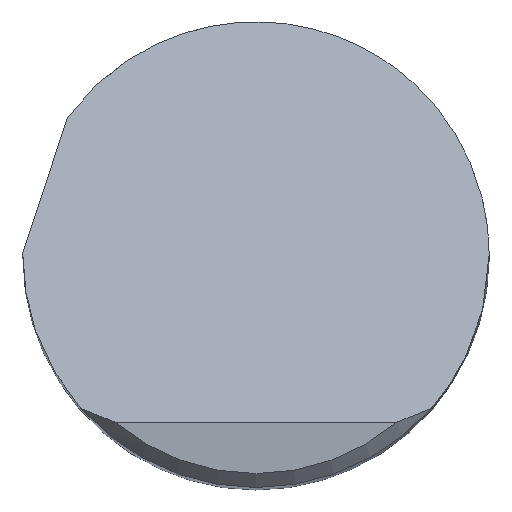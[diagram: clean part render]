
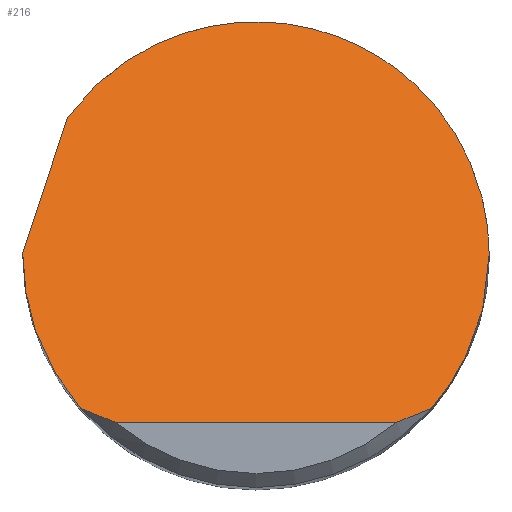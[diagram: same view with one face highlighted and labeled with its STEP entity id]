
A CAD part, top view. The second image highlights one B-rep face of the part: STEP entity #216.
In plain terms, the highlighted planar face has unit normal (0, 0.707, 0.707).
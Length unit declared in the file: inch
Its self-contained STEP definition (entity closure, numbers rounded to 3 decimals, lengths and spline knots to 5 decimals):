
#2 = VERTEX_POINT ( 'NONE', #413 ) ;
#17 = CARTESIAN_POINT ( 'NONE',  ( 0.25, 0., 2.82 ) ) ;
#20 = CARTESIAN_POINT ( 'NONE',  ( -0.25, 0., 2.82 ) ) ;
#32 = EDGE_CURVE ( 'NONE', #334, #2, #66, .T. ) ;
#34 = CARTESIAN_POINT ( 'NONE',  ( -0.25, -0.18, 3. ) ) ;
#44 = EDGE_CURVE ( 'NONE', #334, #107, #302, .T. ) ;
#45 =( BOUNDED_CURVE ( )  B_SPLINE_CURVE ( 3, ( #20, #89, #72, #663 ),
 .UNSPECIFIED., .F., .T. ) 
 B_SPLINE_CURVE_WITH_KNOTS ( ( 4, 4 ),
 ( 4.71239, 4.72039 ),
 .UNSPECIFIED. ) 
 CURVE ( )  GEOMETRIC_REPRESENTATION_ITEM ( )  RATIONAL_B_SPLINE_CURVE ( ( 1., 1., 1., 1. ) ) 
 REPRESENTATION_ITEM ( '' )  );
#57 = CARTESIAN_POINT ( 'NONE',  ( 0.22834, -0.11887, 2.93887 ) ) ;
#59 = CARTESIAN_POINT ( 'NONE',  ( 0.18782, -0.165, 2.985 ) ) ;
#66 =( BOUNDED_CURVE ( )  B_SPLINE_CURVE ( 3, ( #474, #421, #650, #131 ),
 .UNSPECIFIED., .F., .T. ) 
 B_SPLINE_CURVE_WITH_KNOTS ( ( 4, 4 ),
 ( 3.99157, 4.71239 ),
 .UNSPECIFIED. ) 
 CURVE ( )  GEOMETRIC_REPRESENTATION_ITEM ( )  RATIONAL_B_SPLINE_CURVE ( ( 1., 0.957, 0.957, 1. ) ) 
 REPRESENTATION_ITEM ( '' )  );
#69 = CARTESIAN_POINT ( 'NONE',  ( 0.25, -0.06141, 2.88141 ) ) ;
#72 = CARTESIAN_POINT ( 'NONE',  ( -0.25, 0.00133, 2.81867 ) ) ;
#75 = VECTOR ( 'NONE', #557, 39.37008 ) ;
#77 = CARTESIAN_POINT ( 'NONE',  ( -0.17589, -0.1704, 2.9904 ) ) ;
#89 = CARTESIAN_POINT ( 'NONE',  ( -0.25, 0.00067, 2.81933 ) ) ;
#90 = FACE_OUTER_BOUND ( 'NONE', #572, .T. ) ;
#100 = EDGE_CURVE ( 'NONE', #107, #115, #723, .T. ) ;
#107 = VERTEX_POINT ( 'NONE', #316 ) ;
#115 = VERTEX_POINT ( 'NONE', #206 ) ;
#121 = EDGE_CURVE ( 'NONE', #115, #301, #534, .T. ) ;
#128 = VERTEX_POINT ( 'NONE', #604 ) ;
#131 = CARTESIAN_POINT ( 'NONE',  ( -0.25, 0., 2.82 ) ) ;
#139 = ORIENTED_EDGE ( 'NONE', *, *, #721, .F. ) ;
#151 = CARTESIAN_POINT ( 'NONE',  ( 0.15108, -0.18, 3. ) ) ;
#153 = ORIENTED_EDGE ( 'NONE', *, *, #32, .F. ) ;
#157 = CARTESIAN_POINT ( 'NONE',  ( 0.16367, -0.17542, 2.99542 ) ) ;
#177 = ORIENTED_EDGE ( 'NONE', *, *, #44, .T. ) ;
#195 = CARTESIAN_POINT ( 'NONE',  ( 0., -0.18, 3. ) ) ;
#199 = CARTESIAN_POINT ( 'NONE',  ( -0.16367, -0.17542, 2.99542 ) ) ;
#206 = CARTESIAN_POINT ( 'NONE',  ( 0.15108, -0.18, 3. ) ) ;
#216 = ADVANCED_FACE ( 'NONE', ( #90 ), #558, .F. ) ;
#225 = VERTEX_POINT ( 'NONE', #348 ) ;
#235 = ORIENTED_EDGE ( 'NONE', *, *, #538, .F. ) ;
#250 = CARTESIAN_POINT ( 'NONE',  ( -0.30701, -0.17058, 2.99058 ) ) ;
#264 = DIRECTION ( 'NONE',  ( 0., -0.707, -0.707 ) ) ;
#274 =( BOUNDED_CURVE ( )  B_SPLINE_CURVE ( 3, ( #586, #69, #57, #592 ),
 .UNSPECIFIED., .F., .T. ) 
 B_SPLINE_CURVE_WITH_KNOTS ( ( 4, 4 ),
 ( 1.5708, 2.29162 ),
 .UNSPECIFIED. ) 
 CURVE ( )  GEOMETRIC_REPRESENTATION_ITEM ( )  RATIONAL_B_SPLINE_CURVE ( ( 1., 0.957, 0.957, 1. ) ) 
 REPRESENTATION_ITEM ( '' )  );
#280 =( BOUNDED_CURVE ( )  B_SPLINE_CURVE ( 3, ( #308, #712, #482, #17 ),
 .UNSPECIFIED., .F., .T. ) 
 B_SPLINE_CURVE_WITH_KNOTS ( ( 4, 4 ),
 ( 5.34257, 7.85398 ),
 .UNSPECIFIED. ) 
 CURVE ( )  GEOMETRIC_REPRESENTATION_ITEM ( )  RATIONAL_B_SPLINE_CURVE ( ( 1., 0.54, 0.54, 1. ) ) 
 REPRESENTATION_ITEM ( '' )  );
#301 = VERTEX_POINT ( 'NONE', #59 ) ;
#302 = B_SPLINE_CURVE_WITH_KNOTS ( 'NONE', 3,
 ( #327, #77, #199, #561 ),
 .UNSPECIFIED., .F., .F.,
 ( 4, 4 ),
 ( 0., 0.00108 ),
 .UNSPECIFIED. ) ;
#308 = CARTESIAN_POINT ( 'NONE',  ( -0.20198, 0.14732, 2.67268 ) ) ;
#316 = CARTESIAN_POINT ( 'NONE',  ( -0.15108, -0.18, 3. ) ) ;
#319 = CARTESIAN_POINT ( 'NONE',  ( 0.17589, -0.1704, 2.9904 ) ) ;
#327 = CARTESIAN_POINT ( 'NONE',  ( -0.18782, -0.165, 2.985 ) ) ;
#334 = VERTEX_POINT ( 'NONE', #373 ) ;
#348 = CARTESIAN_POINT ( 'NONE',  ( 0.25, 0., 2.82 ) ) ;
#356 = AXIS2_PLACEMENT_3D ( 'NONE', #34, #264, #729 ) ;
#373 = CARTESIAN_POINT ( 'NONE',  ( -0.18782, -0.165, 2.985 ) ) ;
#378 = VERTEX_POINT ( 'NONE', #735 ) ;
#413 = CARTESIAN_POINT ( 'NONE',  ( -0.25, 0., 2.82 ) ) ;
#421 = CARTESIAN_POINT ( 'NONE',  ( -0.22834, -0.11887, 2.93887 ) ) ;
#426 = DIRECTION ( 'NONE',  ( 1., 0., 0. ) ) ;
#430 = LINE ( 'NONE', #250, #75 ) ;
#431 = CARTESIAN_POINT ( 'NONE',  ( 0.18782, -0.165, 2.985 ) ) ;
#456 = ORIENTED_EDGE ( 'NONE', *, *, #724, .F. ) ;
#474 = CARTESIAN_POINT ( 'NONE',  ( -0.18782, -0.165, 2.985 ) ) ;
#482 = CARTESIAN_POINT ( 'NONE',  ( 0.25, 0.29348, 2.52652 ) ) ;
#496 = ORIENTED_EDGE ( 'NONE', *, *, #691, .F. ) ;
#515 = VECTOR ( 'NONE', #426, 39.37008 ) ;
#534 = B_SPLINE_CURVE_WITH_KNOTS ( 'NONE', 3,
 ( #151, #157, #319, #431 ),
 .UNSPECIFIED., .F., .F.,
 ( 4, 4 ),
 ( 0., 0.00108 ),
 .UNSPECIFIED. ) ;
#538 = EDGE_CURVE ( 'NONE', #225, #301, #274, .T. ) ;
#557 = DIRECTION ( 'NONE',  ( 0.227, 0.689, -0.689 ) ) ;
#558 = PLANE ( 'NONE',  #356 ) ;
#561 = CARTESIAN_POINT ( 'NONE',  ( -0.15108, -0.18, 3. ) ) ;
#572 = EDGE_LOOP ( 'NONE', ( #742, #731, #235, #456, #139, #496, #153, #177 ) ) ;
#586 = CARTESIAN_POINT ( 'NONE',  ( 0.25, 0., 2.82 ) ) ;
#592 = CARTESIAN_POINT ( 'NONE',  ( 0.18782, -0.165, 2.985 ) ) ;
#604 = CARTESIAN_POINT ( 'NONE',  ( -0.24999, 0.002, 2.818 ) ) ;
#650 = CARTESIAN_POINT ( 'NONE',  ( -0.25, -0.06141, 2.88141 ) ) ;
#663 = CARTESIAN_POINT ( 'NONE',  ( -0.24999, 0.002, 2.818 ) ) ;
#691 = EDGE_CURVE ( 'NONE', #2, #128, #45, .T. ) ;
#712 = CARTESIAN_POINT ( 'NONE',  ( -0.02903, 0.38443, 2.43557 ) ) ;
#721 = EDGE_CURVE ( 'NONE', #128, #378, #430, .T. ) ;
#723 = LINE ( 'NONE', #195, #515 ) ;
#724 = EDGE_CURVE ( 'NONE', #378, #225, #280, .T. ) ;
#729 = DIRECTION ( 'NONE',  ( 0., 0.707, -0.707 ) ) ;
#731 = ORIENTED_EDGE ( 'NONE', *, *, #121, .T. ) ;
#735 = CARTESIAN_POINT ( 'NONE',  ( -0.20198, 0.14732, 2.67268 ) ) ;
#742 = ORIENTED_EDGE ( 'NONE', *, *, #100, .T. ) ;
